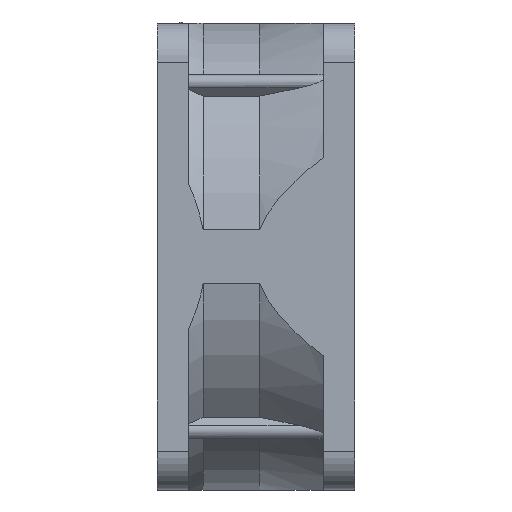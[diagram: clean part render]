
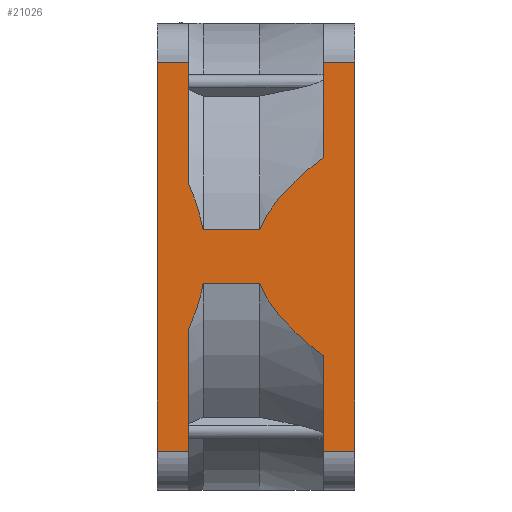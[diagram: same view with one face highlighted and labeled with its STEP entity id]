
A CAD part, left-side view. The second image highlights one B-rep face of the part: STEP entity #21026.
In plain terms, the highlighted planar face has unit normal (-1, 0, 0).
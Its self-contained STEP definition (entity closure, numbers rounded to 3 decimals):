
#3510=DIRECTION('',(0.,1.,0.));
#3511=VECTOR('',#3510,4.);
#3512=CARTESIAN_POINT('',(-30.,21.4,25.));
#3513=LINE('',#3512,#3511);
#3685=DIRECTION('',(0.,0.,1.));
#3686=VECTOR('',#3685,50.);
#3687=CARTESIAN_POINT('',(-30.,25.4,-25.));
#3688=LINE('',#3687,#3686);
#3689=DIRECTION('',(0.,0.,-1.));
#3690=VECTOR('',#3689,15.617);
#3691=CARTESIAN_POINT('',(-30.,21.4,25.));
#3692=LINE('',#3691,#3690);
#3693=CARTESIAN_POINT('',(-30.,12.243,3.47));
#3694=CARTESIAN_POINT('',(-30.,12.138,3.737));
#3695=CARTESIAN_POINT('',(-30.,11.898,4.284));
#3696=CARTESIAN_POINT('',(-30.,11.447,5.134));
#3697=CARTESIAN_POINT('',(-30.,10.888,6.027));
#3698=CARTESIAN_POINT('',(-30.,10.206,6.97));
#3699=CARTESIAN_POINT('',(-30.,9.377,7.972));
#3700=CARTESIAN_POINT('',(-30.,8.375,9.046));
#3701=CARTESIAN_POINT('',(-30.,7.17,10.199));
#3702=CARTESIAN_POINT('',(-30.,5.737,11.434));
#3703=CARTESIAN_POINT('',(-30.,4.608,12.316));
#3704=CARTESIAN_POINT('',(-30.,4.,12.768));
#3706=DIRECTION('',(0.,0.,1.));
#3707=VECTOR('',#3706,12.232);
#3708=CARTESIAN_POINT('',(-30.,4.,12.768));
#3709=LINE('',#3708,#3707);
#3710=DIRECTION('',(0.,0.,-1.));
#3711=VECTOR('',#3710,50.);
#3712=CARTESIAN_POINT('',(-30.,0.,25.));
#3713=LINE('',#3712,#3711);
#3714=DIRECTION('',(0.,0.,1.));
#3715=VECTOR('',#3714,12.232);
#3716=CARTESIAN_POINT('',(-30.,4.,-25.));
#3717=LINE('',#3716,#3715);
#3718=DIRECTION('',(0.,0.,-1.));
#3719=VECTOR('',#3718,15.617);
#3720=CARTESIAN_POINT('',(-30.,21.4,-9.383));
#3721=LINE('',#3720,#3719);
#3722=DIRECTION('',(0.,-1.,0.));
#3723=VECTOR('',#3722,4.);
#3724=CARTESIAN_POINT('',(-30.,25.4,-25.));
#3725=LINE('',#3724,#3723);
#3788=CARTESIAN_POINT('',(-30.,21.4,-9.383));
#3789=CARTESIAN_POINT('',(-30.,21.082,-8.693));
#3790=CARTESIAN_POINT('',(-30.,20.521,-7.334));
#3791=CARTESIAN_POINT('',(-30.,19.896,-5.378));
#3792=CARTESIAN_POINT('',(-30.,19.609,-4.1));
#3793=CARTESIAN_POINT('',(-30.,19.497,-3.47));
#3804=DIRECTION('',(0.,-1.,0.));
#3805=VECTOR('',#3804,7.254);
#3806=CARTESIAN_POINT('',(-30.,19.497,-3.47));
#3807=LINE('',#3806,#3805);
#3835=CARTESIAN_POINT('',(-30.,12.243,-3.47));
#3836=CARTESIAN_POINT('',(-30.,12.138,-3.737));
#3837=CARTESIAN_POINT('',(-30.,11.898,-4.284));
#3838=CARTESIAN_POINT('',(-30.,11.447,-5.134));
#3839=CARTESIAN_POINT('',(-30.,10.888,-6.027));
#3840=CARTESIAN_POINT('',(-30.,10.206,-6.97));
#3841=CARTESIAN_POINT('',(-30.,9.377,-7.972));
#3842=CARTESIAN_POINT('',(-30.,8.375,-9.046));
#3843=CARTESIAN_POINT('',(-30.,7.17,-10.199));
#3844=CARTESIAN_POINT('',(-30.,5.737,-11.434));
#3845=CARTESIAN_POINT('',(-30.,4.608,-12.316));
#3846=CARTESIAN_POINT('',(-30.,4.,-12.768));
#3878=DIRECTION('',(0.,-1.,0.));
#3879=VECTOR('',#3878,4.);
#3880=CARTESIAN_POINT('',(-30.,4.,-25.));
#3881=LINE('',#3880,#3879);
#4379=DIRECTION('',(0.,1.,0.));
#4380=VECTOR('',#4379,4.);
#4381=CARTESIAN_POINT('',(-30.,0.,25.));
#4382=LINE('',#4381,#4380);
#4414=DIRECTION('',(0.,1.,0.));
#4415=VECTOR('',#4414,7.254);
#4416=CARTESIAN_POINT('',(-30.,12.243,3.47));
#4417=LINE('',#4416,#4415);
#4430=CARTESIAN_POINT('',(-30.,19.497,3.47));
#4431=CARTESIAN_POINT('',(-30.,19.609,4.102));
#4432=CARTESIAN_POINT('',(-30.,19.897,5.382));
#4433=CARTESIAN_POINT('',(-30.,20.522,7.338));
#4434=CARTESIAN_POINT('',(-30.,21.083,8.695));
#4435=CARTESIAN_POINT('',(-30.,21.4,9.383));
#14532=CARTESIAN_POINT('',(-30.,0.,-25.));
#14533=VERTEX_POINT('',#14532);
#14534=CARTESIAN_POINT('',(-30.,0.,25.));
#14535=VERTEX_POINT('',#14534);
#15891=CARTESIAN_POINT('',(-30.,25.4,25.));
#15892=VERTEX_POINT('',#15891);
#15893=CARTESIAN_POINT('',(-30.,25.4,-25.));
#15894=VERTEX_POINT('',#15893);
#16103=CARTESIAN_POINT('',(-30.,21.4,9.383));
#16104=VERTEX_POINT('',#16103);
#16105=CARTESIAN_POINT('',(-30.,21.4,25.));
#16106=VERTEX_POINT('',#16105);
#16129=CARTESIAN_POINT('',(-30.,21.4,-25.));
#16130=VERTEX_POINT('',#16129);
#16131=CARTESIAN_POINT('',(-30.,21.4,-9.383));
#16132=VERTEX_POINT('',#16131);
#16171=CARTESIAN_POINT('',(-30.,4.,25.));
#16172=VERTEX_POINT('',#16171);
#16173=CARTESIAN_POINT('',(-30.,4.,12.768));
#16174=VERTEX_POINT('',#16173);
#16183=CARTESIAN_POINT('',(-30.,4.,
-12.768));
#16184=VERTEX_POINT('',#16183);
#16185=CARTESIAN_POINT('',(-30.,4.,-25.));
#16186=VERTEX_POINT('',#16185);
#16208=VERTEX_POINT('',#3693);
#16216=CARTESIAN_POINT('',(-30.,19.497,3.47));
#16217=VERTEX_POINT('',#16216);
#16415=VERTEX_POINT('',#3835);
#16416=CARTESIAN_POINT('',(-30.,19.497,-3.47));
#16417=VERTEX_POINT('',#16416);
#20990=CARTESIAN_POINT('',(-30.,25.4,30.));
#20991=DIRECTION('',(1.,0.,0.));
#20992=DIRECTION('',(0.,0.,-1.));
#20993=AXIS2_PLACEMENT_3D('',#20990,#20991,#20992);
#20994=PLANE('',#20993);
#20996=ORIENTED_EDGE('',*,*,#20995,.F.);
#20997=ORIENTED_EDGE('',*,*,#20825,.T.);
#20998=ORIENTED_EDGE('',*,*,#20798,.F.);
#21000=ORIENTED_EDGE('',*,*,#20999,.T.);
#21002=ORIENTED_EDGE('',*,*,#21001,.F.);
#21004=ORIENTED_EDGE('',*,*,#21003,.F.);
#21006=ORIENTED_EDGE('',*,*,#21005,.T.);
#21008=ORIENTED_EDGE('',*,*,#21007,.T.);
#21010=ORIENTED_EDGE('',*,*,#21009,.F.);
#21011=ORIENTED_EDGE('',*,*,#18348,.T.);
#21013=ORIENTED_EDGE('',*,*,#21012,.F.);
#21015=ORIENTED_EDGE('',*,*,#21014,.T.);
#21017=ORIENTED_EDGE('',*,*,#21016,.F.);
#21019=ORIENTED_EDGE('',*,*,#21018,.F.);
#21021=ORIENTED_EDGE('',*,*,#21020,.F.);
#21023=ORIENTED_EDGE('',*,*,#21022,.T.);
#21024=EDGE_LOOP('',(#20996,#20997,#20998,#21000,#21002,#21004,#21006,#21008,
#21010,#21011,#21013,#21015,#21017,#21019,#21021,#21023));
#21025=FACE_OUTER_BOUND('',#21024,.F.);
#21026=ADVANCED_FACE('',(#21025),#20994,.F.);
#3705=B_SPLINE_CURVE_WITH_KNOTS('',3,(#3693,#3694,#3695,#3696,#3697,#3698,#3699,
#3700,#3701,#3702,#3703,#3704),.UNSPECIFIED.,.F.,.F.,(4,1,1,1,1,1,1,1,1,4),
(0.,0.111,0.222,0.333,0.444,
0.556,0.667,0.778,0.889,1.),
.UNSPECIFIED.);
#3794=B_SPLINE_CURVE_WITH_KNOTS('',3,(#3788,#3789,#3790,#3791,#3792,#3793),
.UNSPECIFIED.,.F.,.F.,(4,1,1,4),(0.,0.333,0.667,1.),
.UNSPECIFIED.);
#3847=B_SPLINE_CURVE_WITH_KNOTS('',3,(#3835,#3836,#3837,#3838,#3839,#3840,#3841,
#3842,#3843,#3844,#3845,#3846),.UNSPECIFIED.,.F.,.F.,(4,1,1,1,1,1,1,1,1,4),
(0.,0.111,0.222,0.333,0.444,
0.556,0.667,0.778,0.889,1.),
.UNSPECIFIED.);
#4436=B_SPLINE_CURVE_WITH_KNOTS('',3,(#4430,#4431,#4432,#4433,#4434,#4435),
.UNSPECIFIED.,.F.,.F.,(4,1,1,4),(0.,0.333,0.667,1.),
.UNSPECIFIED.);
#18348=EDGE_CURVE('',#14535,#14533,#3713,.T.);
#20798=EDGE_CURVE('',#16106,#15892,#3513,.T.);
#20825=EDGE_CURVE('',#15894,#15892,#3688,.T.);
#20995=EDGE_CURVE('',#15894,#16130,#3725,.T.);
#20999=EDGE_CURVE('',#16106,#16104,#3692,.T.);
#21001=EDGE_CURVE('',#16217,#16104,#4436,.T.);
#21003=EDGE_CURVE('',#16208,#16217,#4417,.T.);
#21005=EDGE_CURVE('',#16208,#16174,#3705,.T.);
#21007=EDGE_CURVE('',#16174,#16172,#3709,.T.);
#21009=EDGE_CURVE('',#14535,#16172,#4382,.T.);
#21012=EDGE_CURVE('',#16186,#14533,#3881,.T.);
#21014=EDGE_CURVE('',#16186,#16184,#3717,.T.);
#21016=EDGE_CURVE('',#16415,#16184,#3847,.T.);
#21018=EDGE_CURVE('',#16417,#16415,#3807,.T.);
#21020=EDGE_CURVE('',#16132,#16417,#3794,.T.);
#21022=EDGE_CURVE('',#16132,#16130,#3721,.T.);
